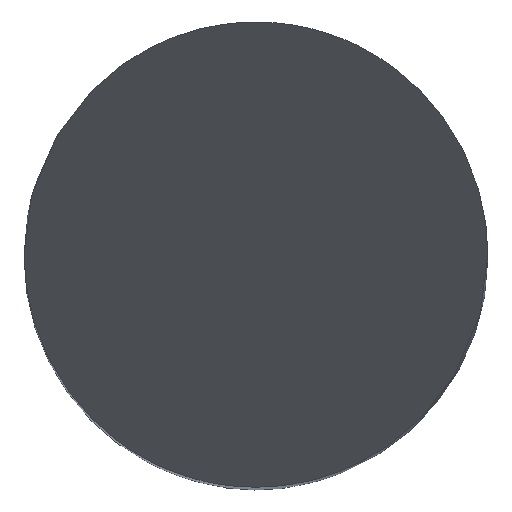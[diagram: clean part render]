
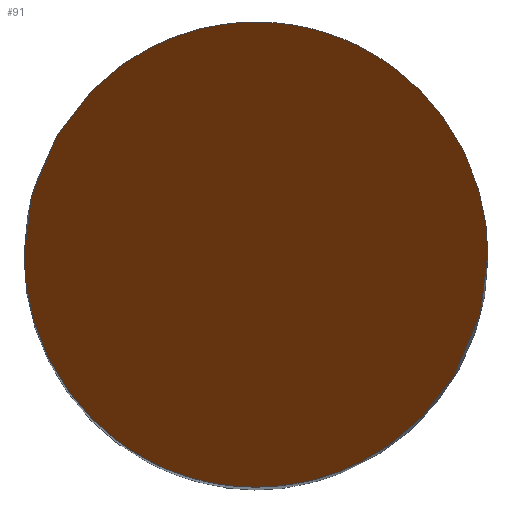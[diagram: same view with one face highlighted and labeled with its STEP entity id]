
A CAD part, top view. The second image highlights one B-rep face of the part: STEP entity #91.
In plain terms, the highlighted planar face has unit normal (0, -0.866, 0.5).
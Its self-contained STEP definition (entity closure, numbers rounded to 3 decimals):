
#48=PLANE('',#678);
#91=ADVANCED_FACE('FLCHE2',(#132),#48,.F.);
#132=FACE_OUTER_BOUND('',#167,.T.);
#167=EDGE_LOOP('',(#303,#304));
#303=ORIENTED_EDGE('',*,*,#503,.F.);
#304=ORIENTED_EDGE('',*,*,#509,.F.);
#445=VERTEX_POINT('',#991);
#446=VERTEX_POINT('',#992);
#503=EDGE_CURVE('',#445,#446,#618,.T.);
#509=EDGE_CURVE('',#446,#445,#620,.T.);
#618=(
BOUNDED_CURVE()
B_SPLINE_CURVE(3,(#987,#988,#989,#990),.UNSPECIFIED.,.F.,.F.)
B_SPLINE_CURVE_WITH_KNOTS((4,4),(0.,1.),.UNSPECIFIED.)
CURVE()
GEOMETRIC_REPRESENTATION_ITEM()
RATIONAL_B_SPLINE_CURVE((1.,0.333,0.333,1.))
REPRESENTATION_ITEM('')
);
#620=(
BOUNDED_CURVE()
B_SPLINE_CURVE(3,(#1006,#1007,#1008,#1009),.UNSPECIFIED.,.F.,.F.)
B_SPLINE_CURVE_WITH_KNOTS((4,4),(0.,1.),.UNSPECIFIED.)
CURVE()
GEOMETRIC_REPRESENTATION_ITEM()
RATIONAL_B_SPLINE_CURVE((1.,0.333,0.333,1.))
REPRESENTATION_ITEM('')
);
#678=AXIS2_PLACEMENT_3D('',#1094,#754,#755);
#754=DIRECTION('',(0.,0.866,-0.5));
#755=DIRECTION('',(0.,0.5,0.866));
#987=CARTESIAN_POINT('',(-4.,0.,0.));
#988=CARTESIAN_POINT('',(-4.,8.,13.856));
#989=CARTESIAN_POINT('',(4.,8.,13.856));
#990=CARTESIAN_POINT('',(4.,0.,0.));
#991=CARTESIAN_POINT('',(-4.,0.,0.));
#992=CARTESIAN_POINT('',(4.,0.,0.));
#1006=CARTESIAN_POINT('',(4.,0.,0.));
#1007=CARTESIAN_POINT('',(4.,-8.,-13.856));
#1008=CARTESIAN_POINT('',(-4.,-8.,-13.856));
#1009=CARTESIAN_POINT('',(-4.,0.,0.));
#1094=CARTESIAN_POINT('',(4.,4.,6.928));
